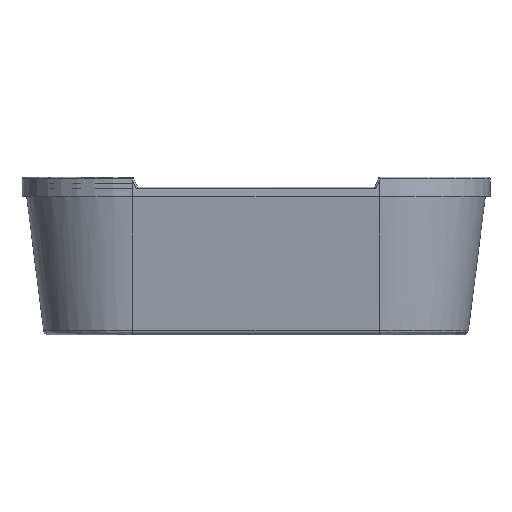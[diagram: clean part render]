
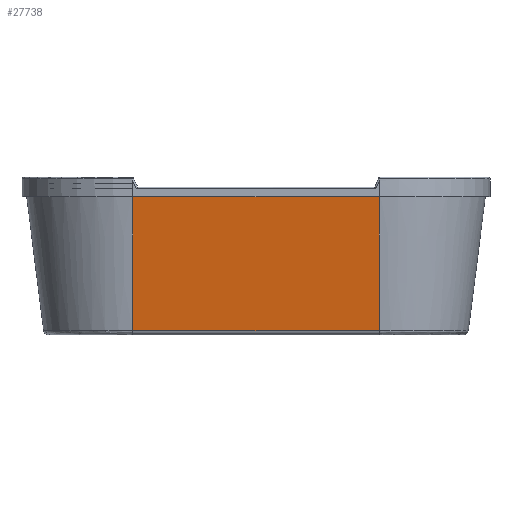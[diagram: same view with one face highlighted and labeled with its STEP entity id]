
A CAD part, front view. The second image highlights one B-rep face of the part: STEP entity #27738.
In plain terms, the highlighted planar face has unit normal (0, -0.992, -0.126).
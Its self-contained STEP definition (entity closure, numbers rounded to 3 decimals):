
#25866=CARTESIAN_POINT('',(1393.781,-774.342,-575.51));
#25867=VERTEX_POINT('',#25866);
#25875=CARTESIAN_POINT('',(393.781,-774.342,-575.51));
#25876=VERTEX_POINT('',#25875);
#25877=CARTESIAN_POINT('',(1393.781,-774.342,-575.51));
#25878=DIRECTION('',(-1.0,0.0,0.0));
#25879=VECTOR('',#25878,1000.);
#25880=LINE('',#25877,#25879);
#25881=EDGE_CURVE('',#25867,#25876,#25880,.T.);
#27689=CARTESIAN_POINT('',(393.781,-847.13,0.0));
#27690=VERTEX_POINT('',#27689);
#27691=CARTESIAN_POINT('',(393.781,-847.13,0.0));
#27692=DIRECTION('',(0.0,0.125,-0.992));
#27693=VECTOR('',#27692,580.094);
#27694=LINE('',#27691,#27693);
#27695=EDGE_CURVE('',#27690,#25876,#27694,.T.);
#27715=CARTESIAN_POINT('',(1393.781,-847.13,0.0));
#27716=DIRECTION('',(0.,-0.992,-0.125));
#27717=DIRECTION('',(0.,0.125,-0.992));
#27718=AXIS2_PLACEMENT_3D('',#27715,#27716,#27717);
#27719=PLANE('',#27718);
#27720=ORIENTED_EDGE('',*,*,#25881,.F.);
#27721=CARTESIAN_POINT('',(1393.781,-847.13,0.0));
#27722=VERTEX_POINT('',#27721);
#27723=CARTESIAN_POINT('',(1393.781,-847.13,0.0));
#27724=DIRECTION('',(0.0,0.125,-0.992));
#27725=VECTOR('',#27724,580.094);
#27726=LINE('',#27723,#27725);
#27727=EDGE_CURVE('',#27722,#25867,#27726,.T.);
#27728=ORIENTED_EDGE('',*,*,#27727,.F.);
#27729=CARTESIAN_POINT('',(1393.781,-847.13,0.0));
#27730=DIRECTION('',(-1.0,0.0,0.0));
#27731=VECTOR('',#27730,1000.);
#27732=LINE('',#27729,#27731);
#27733=EDGE_CURVE('',#27722,#27690,#27732,.T.);
#27734=ORIENTED_EDGE('',*,*,#27733,.T.);
#27735=ORIENTED_EDGE('',*,*,#27695,.T.);
#27736=EDGE_LOOP('',(#27720,#27728,#27734,#27735));
#27737=FACE_OUTER_BOUND('',#27736,.T.);
#27738=ADVANCED_FACE('',(#27737),#27719,.T.);
